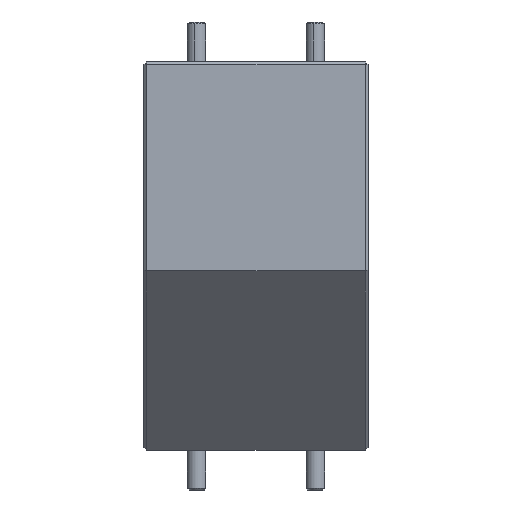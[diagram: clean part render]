
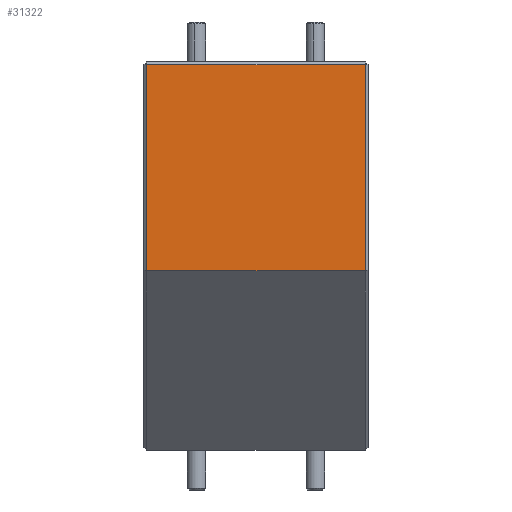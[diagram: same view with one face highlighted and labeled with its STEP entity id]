
A CAD part, left-side view. The second image highlights one B-rep face of the part: STEP entity #31322.
In plain terms, the highlighted planar face has unit normal (-1, 0, 0).
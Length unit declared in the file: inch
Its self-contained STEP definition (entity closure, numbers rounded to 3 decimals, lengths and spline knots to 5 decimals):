
#247 = DIRECTION ( 'NONE',  ( 0., -1., 0. ) ) ;
#3094 = EDGE_CURVE ( 'NONE', #42155, #36483, #35682, .T. ) ;
#3535 = CARTESIAN_POINT ( 'NONE',  ( -1.6, 0.4055, -0.7 ) ) ;
#3713 = CARTESIAN_POINT ( 'NONE',  ( -1.6, 0.3955, 0. ) ) ;
#6498 = VECTOR ( 'NONE', #8024, 39.37008 ) ;
#7119 = CARTESIAN_POINT ( 'NONE',  ( -1.6, -0.3345, -0.01 ) ) ;
#8024 = DIRECTION ( 'NONE',  ( 0., 1., 0. ) ) ;
#9089 = CARTESIAN_POINT ( 'NONE',  ( -1.6, 0.3955, -0.7 ) ) ;
#13110 = VECTOR ( 'NONE', #36890, 39.37008 ) ;
#14462 = EDGE_CURVE ( 'NONE', #36483, #35646, #24254, .T. ) ;
#15321 = PLANE ( 'NONE',  #18447 ) ;
#15579 = LINE ( 'NONE', #3713, #13110 ) ;
#15664 = ORIENTED_EDGE ( 'NONE', *, *, #14462, .T. ) ;
#16741 = EDGE_CURVE ( 'NONE', #35646, #26368, #15579, .T. ) ;
#18447 = AXIS2_PLACEMENT_3D ( 'NONE', #19253, #42347, #21903 ) ;
#19253 = CARTESIAN_POINT ( 'NONE',  ( -1.6, 0.4055, 0. ) ) ;
#21800 = ORIENTED_EDGE ( 'NONE', *, *, #40831, .T. ) ;
#21903 = DIRECTION ( 'NONE',  ( 0., 0., -1. ) ) ;
#24254 = LINE ( 'NONE', #25132, #6498 ) ;
#24890 = EDGE_LOOP ( 'NONE', ( #15664, #40769, #21800, #33230 ) ) ;
#25132 = CARTESIAN_POINT ( 'NONE',  ( -1.6, 0.4055, -0.01 ) ) ;
#25531 = VECTOR ( 'NONE', #247, 39.37008 ) ;
#26368 = VERTEX_POINT ( 'NONE', #9089 ) ;
#27618 = FACE_OUTER_BOUND ( 'NONE', #24890, .T. ) ;
#28102 = VECTOR ( 'NONE', #42497, 39.37008 ) ;
#29076 = CARTESIAN_POINT ( 'NONE',  ( -1.6, -0.3345, 0. ) ) ;
#31322 = ADVANCED_FACE ( 'NONE', ( #27618 ), #15321, .F. ) ;
#31787 = CARTESIAN_POINT ( 'NONE',  ( -1.6, -0.3345, -0.7 ) ) ;
#33230 = ORIENTED_EDGE ( 'NONE', *, *, #3094, .T. ) ;
#33610 = LINE ( 'NONE', #3535, #25531 ) ;
#35646 = VERTEX_POINT ( 'NONE', #43258 ) ;
#35682 = LINE ( 'NONE', #29076, #28102 ) ;
#36483 = VERTEX_POINT ( 'NONE', #7119 ) ;
#36890 = DIRECTION ( 'NONE',  ( 0., 0., -1. ) ) ;
#40769 = ORIENTED_EDGE ( 'NONE', *, *, #16741, .T. ) ;
#40831 = EDGE_CURVE ( 'NONE', #26368, #42155, #33610, .T. ) ;
#42155 = VERTEX_POINT ( 'NONE', #31787 ) ;
#42347 = DIRECTION ( 'NONE',  ( 1., 0., 0. ) ) ;
#42497 = DIRECTION ( 'NONE',  ( 0., 0., 1. ) ) ;
#43258 = CARTESIAN_POINT ( 'NONE',  ( -1.6, 0.3955, -0.01 ) ) ;
